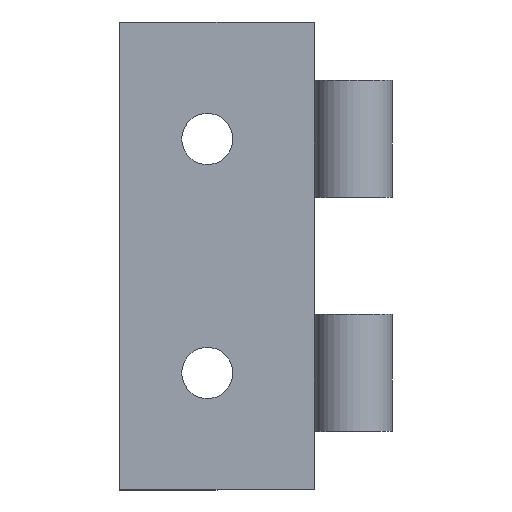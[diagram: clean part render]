
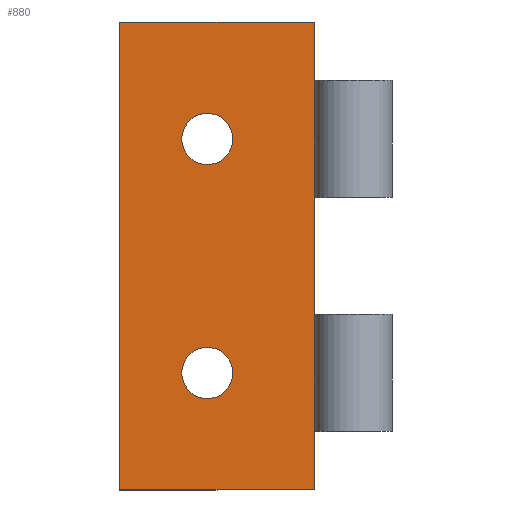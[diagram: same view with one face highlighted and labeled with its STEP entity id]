
A CAD part, top view. The second image highlights one B-rep face of the part: STEP entity #880.
In plain terms, the highlighted planar face has unit normal (0, 0, 1).
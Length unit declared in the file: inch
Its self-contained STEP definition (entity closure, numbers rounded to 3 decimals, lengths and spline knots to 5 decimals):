
#20 = FACE_BOUND ( 'NONE', #859, .T. ) ;
#21 = FACE_BOUND ( 'NONE', #686, .T. ) ;
#22 = FACE_OUTER_BOUND ( 'NONE', #711, .T. ) ;
#23 = PLANE ( 'NONE',  #24 ) ;
#24 = AXIS2_PLACEMENT_3D ( 'NONE', #25, #26, #27 ) ;
#25 = CARTESIAN_POINT ( 'NONE',  ( 0., 3., 0. ) ) ;
#26 = DIRECTION ( 'NONE',  ( 0., 0., 1. ) ) ;
#27 = DIRECTION ( 'NONE',  ( 1., 0., 0. ) ) ;
#47 = CIRCLE ( 'NONE', #48, 0.164 ) ;
#48 = AXIS2_PLACEMENT_3D ( 'NONE', #49, #50, #51 ) ;
#49 = CARTESIAN_POINT ( 'NONE',  ( -0.937, 0.75, 0. ) ) ;
#50 = DIRECTION ( 'NONE',  ( 0., 0., 1. ) ) ;
#51 = DIRECTION ( 'NONE',  ( 1., 0., 0. ) ) ;
#52 = VERTEX_POINT ( 'NONE', #770 ) ;
#64 = CIRCLE ( 'NONE', #65, 0.164 ) ;
#65 = AXIS2_PLACEMENT_3D ( 'NONE', #66, #67, #68 ) ;
#66 = CARTESIAN_POINT ( 'NONE',  ( -0.937, 0.75, 0. ) ) ;
#67 = DIRECTION ( 'NONE',  ( 0., 0., 1. ) ) ;
#68 = DIRECTION ( 'NONE',  ( 1., 0., 0. ) ) ;
#72 = CIRCLE ( 'NONE', #73, 0.164 ) ;
#73 = AXIS2_PLACEMENT_3D ( 'NONE', #74, #75, #76 ) ;
#74 = CARTESIAN_POINT ( 'NONE',  ( -0.937, 2.25, 0. ) ) ;
#75 = DIRECTION ( 'NONE',  ( 0., 0., 1. ) ) ;
#76 = DIRECTION ( 'NONE',  ( 1., 0., 0. ) ) ;
#90 = CARTESIAN_POINT ( 'NONE',  ( -0.25, 2.625, 0. ) ) ;
#147 = CARTESIAN_POINT ( 'NONE',  ( -0.25, 3., 0. ) ) ;
#171 = CARTESIAN_POINT ( 'NONE',  ( -0.25, 0.375, 0. ) ) ;
#217 = LINE ( 'NONE', #218, #225 ) ;
#218 = CARTESIAN_POINT ( 'NONE',  ( 0., 2.625, 0. ) ) ;
#225 = VECTOR ( 'NONE', #226, 39.37008 ) ;
#226 = DIRECTION ( 'NONE',  ( -1., 0., 0. ) ) ;
#238 = CARTESIAN_POINT ( 'NONE',  ( -0.25, 1.875, 0. ) ) ;
#245 = LINE ( 'NONE', #246, #247 ) ;
#246 = CARTESIAN_POINT ( 'NONE',  ( -0.25, 3., 0. ) ) ;
#247 = VECTOR ( 'NONE', #248, 39.37008 ) ;
#248 = DIRECTION ( 'NONE',  ( 0., 1., 0. ) ) ;
#258 = LINE ( 'NONE', #259, #260 ) ;
#259 = CARTESIAN_POINT ( 'NONE',  ( 0., 1.125, 0. ) ) ;
#260 = VECTOR ( 'NONE', #261, 39.37008 ) ;
#261 = DIRECTION ( 'NONE',  ( -1., 0., 0. ) ) ;
#274 = CARTESIAN_POINT ( 'NONE',  ( -0.21651, 1.875, 0. ) ) ;
#286 = LINE ( 'NONE', #287, #288 ) ;
#287 = CARTESIAN_POINT ( 'NONE',  ( -0.25, 3., 0. ) ) ;
#288 = VECTOR ( 'NONE', #289, 39.37008 ) ;
#289 = DIRECTION ( 'NONE',  ( 0., -1., 0. ) ) ;
#307 = CIRCLE ( 'NONE', #308, 0.164 ) ;
#308 = AXIS2_PLACEMENT_3D ( 'NONE', #309, #310, #311 ) ;
#309 = CARTESIAN_POINT ( 'NONE',  ( -0.937, 2.25, 0. ) ) ;
#310 = DIRECTION ( 'NONE',  ( 0., 0., 1. ) ) ;
#311 = DIRECTION ( 'NONE',  ( 1., 0., 0. ) ) ;
#312 = CARTESIAN_POINT ( 'NONE',  ( -0.21651, 2.625, 0. ) ) ;
#313 = LINE ( 'NONE', #314, #315 ) ;
#314 = CARTESIAN_POINT ( 'NONE',  ( -0.21651, 3., 0. ) ) ;
#315 = VECTOR ( 'NONE', #316, 39.37008 ) ;
#316 = DIRECTION ( 'NONE',  ( 0., -1., 0. ) ) ;
#323 = ORIENTED_EDGE ( 'NONE', *, *, #919, .F. ) ;
#326 = CARTESIAN_POINT ( 'NONE',  ( -0.21651, 1.125, 0. ) ) ;
#333 = CARTESIAN_POINT ( 'NONE',  ( -1.5, 3., 0. ) ) ;
#334 = CARTESIAN_POINT ( 'NONE',  ( -0.25, 1.125, 0. ) ) ;
#347 = CARTESIAN_POINT ( 'NONE',  ( -1.5, 0., 0. ) ) ;
#350 = LINE ( 'NONE', #351, #352 ) ;
#351 = CARTESIAN_POINT ( 'NONE',  ( 0., 1.875, 0. ) ) ;
#352 = VECTOR ( 'NONE', #353, 39.37008 ) ;
#353 = DIRECTION ( 'NONE',  ( 1., 0., 0. ) ) ;
#380 = CARTESIAN_POINT ( 'NONE',  ( -0.25, 0., 0. ) ) ;
#387 = LINE ( 'NONE', #388, #389 ) ;
#388 = CARTESIAN_POINT ( 'NONE',  ( -0.21651, 3., 0. ) ) ;
#389 = VECTOR ( 'NONE', #390, 39.37008 ) ;
#390 = DIRECTION ( 'NONE',  ( 0., -1., 0. ) ) ;
#404 = LINE ( 'NONE', #405, #406 ) ;
#405 = CARTESIAN_POINT ( 'NONE',  ( 0., 3., 0. ) ) ;
#406 = VECTOR ( 'NONE', #407, 39.37008 ) ;
#407 = DIRECTION ( 'NONE',  ( -1., 0., 0. ) ) ;
#408 = CARTESIAN_POINT ( 'NONE',  ( -0.21651, 0.375, 0. ) ) ;
#412 = ORIENTED_EDGE ( 'NONE', *, *, #678, .T. ) ;
#414 = LINE ( 'NONE', #415, #416 ) ;
#415 = CARTESIAN_POINT ( 'NONE',  ( -0.25, 3., 0. ) ) ;
#416 = VECTOR ( 'NONE', #417, 39.37008 ) ;
#417 = DIRECTION ( 'NONE',  ( 0., 1., 0. ) ) ;
#436 = LINE ( 'NONE', #437, #438 ) ;
#437 = CARTESIAN_POINT ( 'NONE',  ( -1.5, 0., 0. ) ) ;
#438 = VECTOR ( 'NONE', #439, 39.37008 ) ;
#439 = DIRECTION ( 'NONE',  ( 0., -1., 0. ) ) ;
#445 = LINE ( 'NONE', #446, #447 ) ;
#446 = CARTESIAN_POINT ( 'NONE',  ( 0., 0.375, 0. ) ) ;
#447 = VECTOR ( 'NONE', #448, 39.37008 ) ;
#448 = DIRECTION ( 'NONE',  ( -1., 0., 0. ) ) ;
#459 = LINE ( 'NONE', #460, #461 ) ;
#460 = CARTESIAN_POINT ( 'NONE',  ( 0., 0., 0. ) ) ;
#461 = VECTOR ( 'NONE', #462, 39.37008 ) ;
#462 = DIRECTION ( 'NONE',  ( 1., 0., 0. ) ) ;
#565 = EDGE_CURVE ( 'NONE', #611, #52, #307, .T. ) ;
#566 = VERTEX_POINT ( 'NONE', #312 ) ;
#569 = VERTEX_POINT ( 'NONE', #326 ) ;
#580 = VERTEX_POINT ( 'NONE', #380 ) ;
#582 = EDGE_CURVE ( 'NONE', #566, #699, #387, .T. ) ;
#593 = ORIENTED_EDGE ( 'NONE', *, *, #565, .F. ) ;
#596 = EDGE_CURVE ( 'NONE', #721, #580, #459, .T. ) ;
#598 = VERTEX_POINT ( 'NONE', #759 ) ;
#611 = VERTEX_POINT ( 'NONE', #786 ) ;
#612 = ORIENTED_EDGE ( 'NONE', *, *, #821, .F. ) ;
#620 = ORIENTED_EDGE ( 'NONE', *, *, #582, .F. ) ;
#625 = ORIENTED_EDGE ( 'NONE', *, *, #933, .T. ) ;
#630 = ORIENTED_EDGE ( 'NONE', *, *, #938, .T. ) ;
#635 = EDGE_CURVE ( 'NONE', #866, #598, #47, .T. ) ;
#641 = EDGE_CURVE ( 'NONE', #52, #611, #72, .T. ) ;
#648 = VERTEX_POINT ( 'NONE', #90 ) ;
#649 = ORIENTED_EDGE ( 'NONE', *, *, #596, .T. ) ;
#666 = VERTEX_POINT ( 'NONE', #171 ) ;
#678 = EDGE_CURVE ( 'NONE', #566, #648, #217, .T. ) ;
#686 = EDGE_LOOP ( 'NONE', ( #593, #738 ) ) ;
#693 = ORIENTED_EDGE ( 'NONE', *, *, #635, .F. ) ;
#696 = EDGE_CURVE ( 'NONE', #569, #923, #258, .T. ) ;
#699 = VERTEX_POINT ( 'NONE', #274 ) ;
#704 = EDGE_CURVE ( 'NONE', #666, #580, #286, .T. ) ;
#711 = EDGE_LOOP ( 'NONE', ( #630, #867, #620, #412, #932, #625, #882, #649, #761, #612, #323, #742 ) ) ;
#720 = ORIENTED_EDGE ( 'NONE', *, *, #883, .F. ) ;
#721 = VERTEX_POINT ( 'NONE', #347 ) ;
#728 = EDGE_CURVE ( 'NONE', #909, #699, #350, .T. ) ;
#738 = ORIENTED_EDGE ( 'NONE', *, *, #641, .F. ) ;
#740 = VERTEX_POINT ( 'NONE', #408 ) ;
#742 = ORIENTED_EDGE ( 'NONE', *, *, #696, .T. ) ;
#759 = CARTESIAN_POINT ( 'NONE',  ( -1.101, 0.75, 0. ) ) ;
#761 = ORIENTED_EDGE ( 'NONE', *, *, #704, .F. ) ;
#770 = CARTESIAN_POINT ( 'NONE',  ( -1.101, 2.25, 0. ) ) ;
#785 = CARTESIAN_POINT ( 'NONE',  ( -0.773, 0.75, 0. ) ) ;
#786 = CARTESIAN_POINT ( 'NONE',  ( -0.773, 2.25, 0. ) ) ;
#798 = EDGE_CURVE ( 'NONE', #922, #721, #436, .T. ) ;
#821 = EDGE_CURVE ( 'NONE', #740, #666, #445, .T. ) ;
#859 = EDGE_LOOP ( 'NONE', ( #693, #720 ) ) ;
#866 = VERTEX_POINT ( 'NONE', #785 ) ;
#867 = ORIENTED_EDGE ( 'NONE', *, *, #728, .T. ) ;
#880 = ADVANCED_FACE ( 'NONE', ( #20, #21, #22 ), #23, .T. ) ;
#882 = ORIENTED_EDGE ( 'NONE', *, *, #798, .T. ) ;
#883 = EDGE_CURVE ( 'NONE', #598, #866, #64, .T. ) ;
#893 = VERTEX_POINT ( 'NONE', #147 ) ;
#909 = VERTEX_POINT ( 'NONE', #238 ) ;
#911 = EDGE_CURVE ( 'NONE', #648, #893, #245, .T. ) ;
#919 = EDGE_CURVE ( 'NONE', #569, #740, #313, .T. ) ;
#922 = VERTEX_POINT ( 'NONE', #333 ) ;
#923 = VERTEX_POINT ( 'NONE', #334 ) ;
#932 = ORIENTED_EDGE ( 'NONE', *, *, #911, .T. ) ;
#933 = EDGE_CURVE ( 'NONE', #893, #922, #404, .T. ) ;
#938 = EDGE_CURVE ( 'NONE', #923, #909, #414, .T. ) ;
